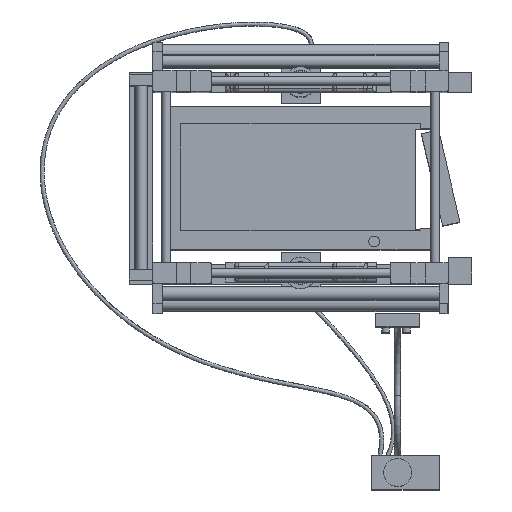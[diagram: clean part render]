
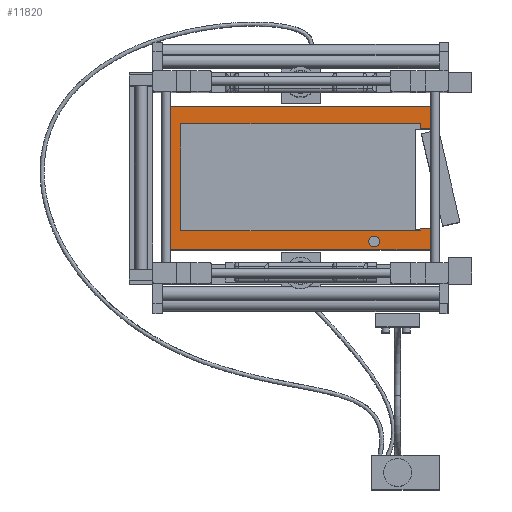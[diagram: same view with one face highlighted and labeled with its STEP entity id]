
A CAD part, top view. The second image highlights one B-rep face of the part: STEP entity #11820.
In plain terms, the highlighted planar face has unit normal (0, 0, 1).
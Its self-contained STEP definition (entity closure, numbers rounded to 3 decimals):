
#551=CIRCLE('',#12767,2.668);
#553=CIRCLE('',#12770,2.668);
#905=FACE_BOUND('',#2107,.T.);
#1338=FACE_OUTER_BOUND('',#2106,.T.);
#2106=EDGE_LOOP('',(#9664,#9665,#9666,#9667,#9668,#9669,#9670,#9671,#9672,
#9673,#9674,#9675));
#2107=EDGE_LOOP('',(#9676,#9677));
#3317=LINE('',#19082,#4534);
#3321=LINE('',#19091,#4538);
#3324=LINE('',#19095,#4541);
#3329=LINE('',#19115,#4546);
#3333=LINE('',#19122,#4550);
#3336=LINE('',#19128,#4553);
#3339=LINE('',#19134,#4556);
#3341=LINE('',#19139,#4558);
#3343=LINE('',#19143,#4560);
#3344=LINE('',#19145,#4561);
#3345=LINE('',#19146,#4562);
#3346=LINE('',#19147,#4563);
#4534=VECTOR('',#15232,10.);
#4538=VECTOR('',#15238,10.);
#4541=VECTOR('',#15243,10.);
#4546=VECTOR('',#15262,10.);
#4550=VECTOR('',#15268,10.);
#4553=VECTOR('',#15273,10.);
#4556=VECTOR('',#15278,10.);
#4558=VECTOR('',#15282,10.);
#4560=VECTOR('',#15286,10.);
#4561=VECTOR('',#15287,10.);
#4562=VECTOR('',#15288,10.);
#4563=VECTOR('',#15289,10.);
#5573=VERTEX_POINT('',#19079);
#5574=VERTEX_POINT('',#19081);
#5577=VERTEX_POINT('',#19088);
#5578=VERTEX_POINT('',#19090);
#5581=VERTEX_POINT('',#19100);
#5582=VERTEX_POINT('',#19102);
#5585=VERTEX_POINT('',#19112);
#5586=VERTEX_POINT('',#19114);
#5588=VERTEX_POINT('',#19120);
#5590=VERTEX_POINT('',#19126);
#5591=VERTEX_POINT('',#19130);
#5594=VERTEX_POINT('',#19137);
#5595=VERTEX_POINT('',#19142);
#5596=VERTEX_POINT('',#19144);
#6986=EDGE_CURVE('',#5574,#5573,#3317,.T.);
#6990=EDGE_CURVE('',#5578,#5577,#3321,.T.);
#6993=EDGE_CURVE('',#5577,#5574,#3324,.T.);
#6996=EDGE_CURVE('',#5582,#5581,#551,.T.);
#6999=EDGE_CURVE('',#5581,#5582,#553,.T.);
#7002=EDGE_CURVE('',#5586,#5585,#3329,.T.);
#7006=EDGE_CURVE('',#5585,#5588,#3333,.T.);
#7009=EDGE_CURVE('',#5588,#5590,#3336,.T.);
#7012=EDGE_CURVE('',#5591,#5586,#3339,.T.);
#7014=EDGE_CURVE('',#5590,#5594,#3341,.T.);
#7016=EDGE_CURVE('',#5595,#5591,#3343,.T.);
#7017=EDGE_CURVE('',#5594,#5596,#3344,.T.);
#7018=EDGE_CURVE('',#5596,#5578,#3345,.T.);
#7019=EDGE_CURVE('',#5573,#5595,#3346,.T.);
#9664=ORIENTED_EDGE('',*,*,#7016,.T.);
#9665=ORIENTED_EDGE('',*,*,#7012,.T.);
#9666=ORIENTED_EDGE('',*,*,#7002,.T.);
#9667=ORIENTED_EDGE('',*,*,#7006,.T.);
#9668=ORIENTED_EDGE('',*,*,#7009,.T.);
#9669=ORIENTED_EDGE('',*,*,#7014,.T.);
#9670=ORIENTED_EDGE('',*,*,#7017,.T.);
#9671=ORIENTED_EDGE('',*,*,#7018,.T.);
#9672=ORIENTED_EDGE('',*,*,#6990,.T.);
#9673=ORIENTED_EDGE('',*,*,#6993,.T.);
#9674=ORIENTED_EDGE('',*,*,#6986,.T.);
#9675=ORIENTED_EDGE('',*,*,#7019,.T.);
#9676=ORIENTED_EDGE('',*,*,#6996,.T.);
#9677=ORIENTED_EDGE('',*,*,#6999,.T.);
#11293=PLANE('',#12776);
#11820=ADVANCED_FACE('',(#1338,#905),#11293,.T.);
#12767=AXIS2_PLACEMENT_3D('',#19103,#15249,#15250);
#12770=AXIS2_PLACEMENT_3D('',#19107,#15256,#15257);
#12776=AXIS2_PLACEMENT_3D('',#19141,#15284,#15285);
#15232=DIRECTION('',(1.,0.,0.));
#15238=DIRECTION('',(-1.,0.,0.));
#15243=DIRECTION('',(0.,-1.,0.));
#15249=DIRECTION('center_axis',(0.,0.,
-1.));
#15250=DIRECTION('ref_axis',(0.03,1.,0.));
#15256=DIRECTION('center_axis',(0.,0.,
-1.));
#15257=DIRECTION('ref_axis',(-0.03,-1.,0.));
#15262=DIRECTION('',(-1.,0.,0.));
#15268=DIRECTION('',(0.,1.,0.));
#15273=DIRECTION('',(1.,0.,0.));
#15278=DIRECTION('',(0.,-1.,0.));
#15282=DIRECTION('',(0.,-1.,0.));
#15284=DIRECTION('center_axis',(0.,0.,
1.));
#15285=DIRECTION('ref_axis',(-1.,0.,0.));
#15286=DIRECTION('',(-1.,0.,0.));
#15287=DIRECTION('',(1.,0.,0.));
#15288=DIRECTION('',(0.,1.,0.));
#15289=DIRECTION('',(0.,1.,0.));
#19079=CARTESIAN_POINT('',(69.443,-36.358,295.));
#19081=CARTESIAN_POINT('',(-69.443,-36.358,295.));
#19082=CARTESIAN_POINT('',(69.443,-36.358,295.));
#19088=CARTESIAN_POINT('',(-69.443,35.994,295.));
#19090=CARTESIAN_POINT('',(69.443,35.994,295.));
#19091=CARTESIAN_POINT('',(-69.443,35.994,295.));
#19095=CARTESIAN_POINT('',(-69.443,-36.358,295.));
#19100=CARTESIAN_POINT('',(37.143,-29.444,295.));
#19102=CARTESIAN_POINT('',(37.143,-34.778,295.));
#19103=CARTESIAN_POINT('Origin',(37.064,-32.111,295.));
#19107=CARTESIAN_POINT('Origin',(37.222,-32.111,295.));
#19112=CARTESIAN_POINT('',(-60.628,-26.694,295.));
#19114=CARTESIAN_POINT('',(60.499,-26.694,295.));
#19115=CARTESIAN_POINT('',(60.499,-26.694,295.));
#19120=CARTESIAN_POINT('',(-60.628,27.376,295.));
#19122=CARTESIAN_POINT('',(-60.628,-26.694,295.));
#19126=CARTESIAN_POINT('',(60.499,27.376,295.));
#19128=CARTESIAN_POINT('',(-60.628,27.376,295.));
#19130=CARTESIAN_POINT('',(60.499,-25.715,295.));
#19134=CARTESIAN_POINT('',(60.499,27.376,295.));
#19137=CARTESIAN_POINT('',(60.499,24.799,295.));
#19139=CARTESIAN_POINT('',(60.499,27.376,295.));
#19141=CARTESIAN_POINT('Origin',(0.,-0.182,
295.));
#19142=CARTESIAN_POINT('',(69.443,-25.715,295.));
#19143=CARTESIAN_POINT('',(35.483,-25.715,295.));
#19144=CARTESIAN_POINT('',(69.443,24.799,295.));
#19145=CARTESIAN_POINT('',(30.249,24.799,295.));
#19146=CARTESIAN_POINT('',(69.443,35.994,295.));
#19147=CARTESIAN_POINT('',(69.443,35.994,295.));
